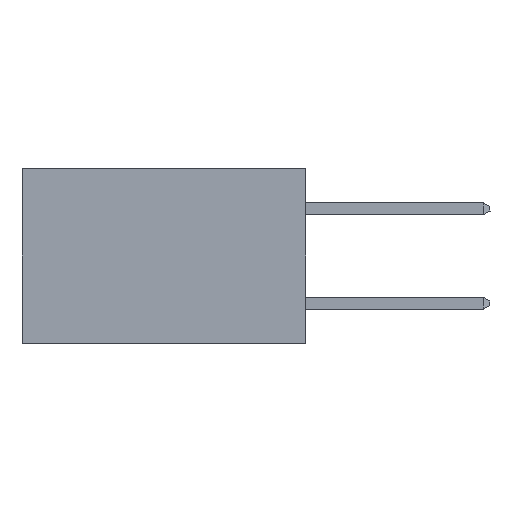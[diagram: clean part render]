
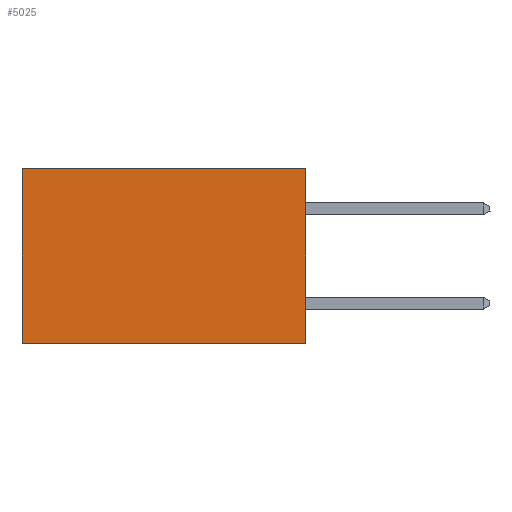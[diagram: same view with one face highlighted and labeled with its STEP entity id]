
A CAD part, left-side view. The second image highlights one B-rep face of the part: STEP entity #5025.
In plain terms, the highlighted planar face has unit normal (-1, 0, 0).
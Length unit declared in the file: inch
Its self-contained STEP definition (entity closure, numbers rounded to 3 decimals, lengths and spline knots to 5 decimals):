
#143 = EDGE_CURVE ( 'NONE', #23850, #8990, #29846, .T. ) ;
#1458 = DIRECTION ( 'NONE',  ( 0., 1., 0. ) ) ;
#2677 = DIRECTION ( 'NONE',  ( 0., 1., 0. ) ) ;
#2789 = DIRECTION ( 'NONE',  ( 0., 0., -1. ) ) ;
#4540 = CARTESIAN_POINT ( 'NONE',  ( 0.298, 0.6, -0.37 ) ) ;
#4929 = CARTESIAN_POINT ( 'NONE',  ( 0.298, 0., -0.37 ) ) ;
#5025 = ADVANCED_FACE ( 'NONE', ( #18118 ), #14200, .F. ) ;
#5904 = ORIENTED_EDGE ( 'NONE', *, *, #19873, .F. ) ;
#6168 = CARTESIAN_POINT ( 'NONE',  ( 0.298, 0., 0. ) ) ;
#6169 = CARTESIAN_POINT ( 'NONE',  ( 0.298, 0., -0.37 ) ) ;
#6659 = EDGE_CURVE ( 'NONE', #23850, #28212, #7659, .T. ) ;
#7659 = LINE ( 'NONE', #22465, #25215 ) ;
#8960 = LINE ( 'NONE', #6169, #14308 ) ;
#8990 = VERTEX_POINT ( 'NONE', #4929 ) ;
#9380 = VECTOR ( 'NONE', #14746, 39.37008 ) ;
#10980 = DIRECTION ( 'NONE',  ( 0., 0., -1. ) ) ;
#14200 = PLANE ( 'NONE',  #25682 ) ;
#14308 = VECTOR ( 'NONE', #1458, 39.37008 ) ;
#14545 = CARTESIAN_POINT ( 'NONE',  ( 0.298, 0.6, 0. ) ) ;
#14746 = DIRECTION ( 'NONE',  ( 0., 0., -1. ) ) ;
#15095 = LINE ( 'NONE', #14545, #9380 ) ;
#17075 = ORIENTED_EDGE ( 'NONE', *, *, #143, .F. ) ;
#18118 = FACE_OUTER_BOUND ( 'NONE', #18969, .T. ) ;
#18969 = EDGE_LOOP ( 'NONE', ( #25895, #5904, #17075, #24155 ) ) ;
#19873 = EDGE_CURVE ( 'NONE', #8990, #23343, #8960, .T. ) ;
#22159 = CARTESIAN_POINT ( 'NONE',  ( 0.298, 0., 0. ) ) ;
#22465 = CARTESIAN_POINT ( 'NONE',  ( 0.298, 0., 0. ) ) ;
#23343 = VERTEX_POINT ( 'NONE', #4540 ) ;
#23850 = VERTEX_POINT ( 'NONE', #22159 ) ;
#24155 = ORIENTED_EDGE ( 'NONE', *, *, #6659, .T. ) ;
#24220 = CARTESIAN_POINT ( 'NONE',  ( 0.298, 0.6, 0. ) ) ;
#24596 = CARTESIAN_POINT ( 'NONE',  ( 0.298, 0., 0. ) ) ;
#25215 = VECTOR ( 'NONE', #2677, 39.37008 ) ;
#25682 = AXIS2_PLACEMENT_3D ( 'NONE', #6168, #26152, #10980 ) ;
#25895 = ORIENTED_EDGE ( 'NONE', *, *, #29816, .T. ) ;
#26152 = DIRECTION ( 'NONE',  ( 1., 0., 0. ) ) ;
#26773 = VECTOR ( 'NONE', #2789, 39.37008 ) ;
#28212 = VERTEX_POINT ( 'NONE', #24220 ) ;
#29816 = EDGE_CURVE ( 'NONE', #28212, #23343, #15095, .T. ) ;
#29846 = LINE ( 'NONE', #24596, #26773 ) ;
